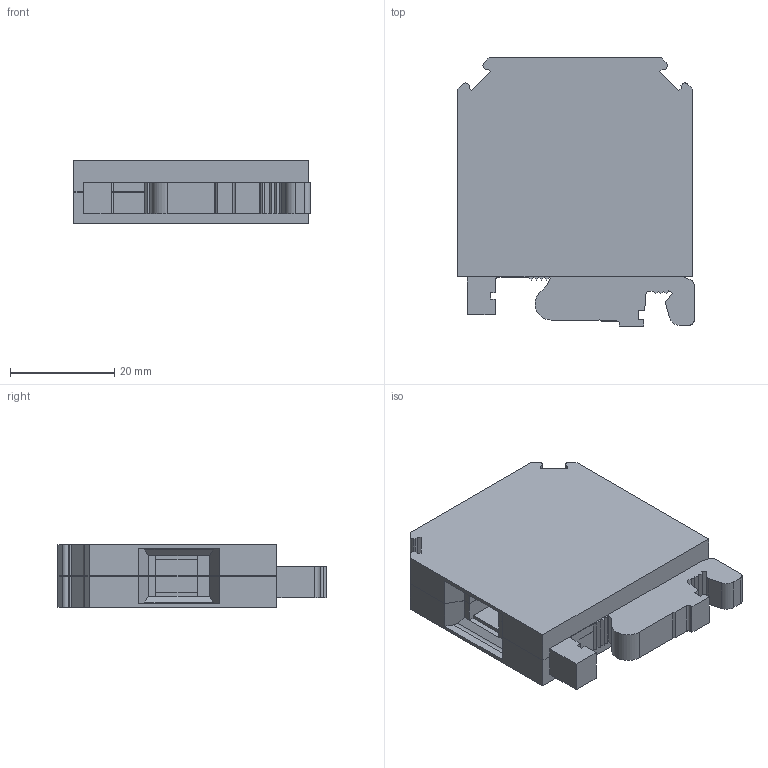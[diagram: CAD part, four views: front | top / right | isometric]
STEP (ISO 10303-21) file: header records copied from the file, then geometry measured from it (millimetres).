
FILE_DESCRIPTION(/* description */ ('Unknown'),/* implementation_level */ '2;1');
FILE_NAME(/* name */ 'ET16_GNYE_3D',/* time_stamp */ '2019-09-26T14:58:46+05:00',/* author */ ('Unknown'),/* organization */ ('Unknown'),/* preprocessor_version */ 'ST-DEVELOPER v16.7',/* originating_system */ 'DEX',/* authorisation */ $);
FILE_SCHEMA (('AUTOMOTIVE_DESIGN {1 0 10303 214 3 1 1}'));
Length unit declared in the file: millimetre
Products named in the file (1): ET16
Bounding box: 45.32 x 51.45 x 12.01 mm (x, y, z)
Volume: 21175.1 mm3; surface area: 10116.9 mm2
Topology: 1 solids, 2 shells, 301 faces, 881 edges, 584 vertices
Faces by surface type: plane 230, cylinder 45, cone 13, bspline 12, torus 1
Entity records: 12110 total; most frequent: CARTESIAN_POINT 2036, ORIENTED_EDGE 1738, DIRECTION 1493, EDGE_CURVE 869, LINE 711, VECTOR 711, VERTEX_POINT 578, AXIS2_PLACEMENT_3D 391
